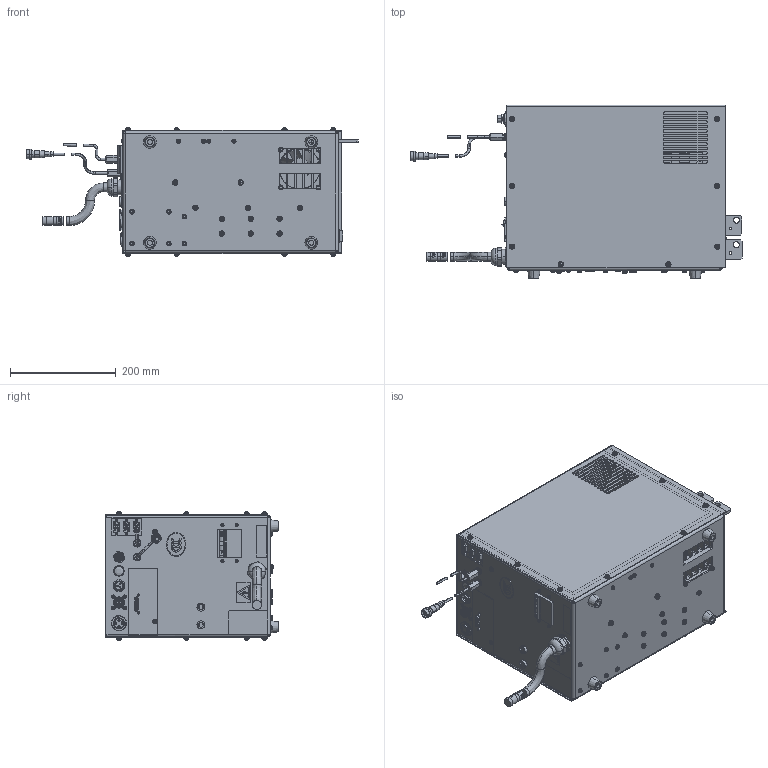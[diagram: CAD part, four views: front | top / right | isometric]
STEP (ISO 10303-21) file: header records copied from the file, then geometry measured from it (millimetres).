
FILE_DESCRIPTION (( 'STEP AP214' ), '1' );
FILE_NAME ('HF25_HF27_HF28_v2.STEP', '2018-08-02T20:17:57', ( '' ), ( '' ), 'SwSTEP 2.0', 'SolidWorks 2016', '' );
FILE_SCHEMA (( 'AUTOMOTIVE_DESIGN' ));
Length unit declared in the file: millimetre
Products named in the file (1): HF25_HF27_HF28_v2
Bounding box: 626.99 x 327.53 x 242.41 mm (x, y, z)
Surface area: 1363416.7 mm2 (no closed solid volume)
Topology: 0 solids, 127 shells, 1886 faces, 10429 edges, 8523 vertices
Faces by surface type: cylinder 762, plane 715, bspline 242, cone 159, torus 8
Entity records: 169002 total; most frequent: CARTESIAN_POINT 72531, DIRECTION 14098, ORIENTED_EDGE 14036, EDGE_CURVE 10429, VERTEX_POINT 8523, AXIS2_PLACEMENT_3D 4849, VECTOR 4400, LINE 4400
